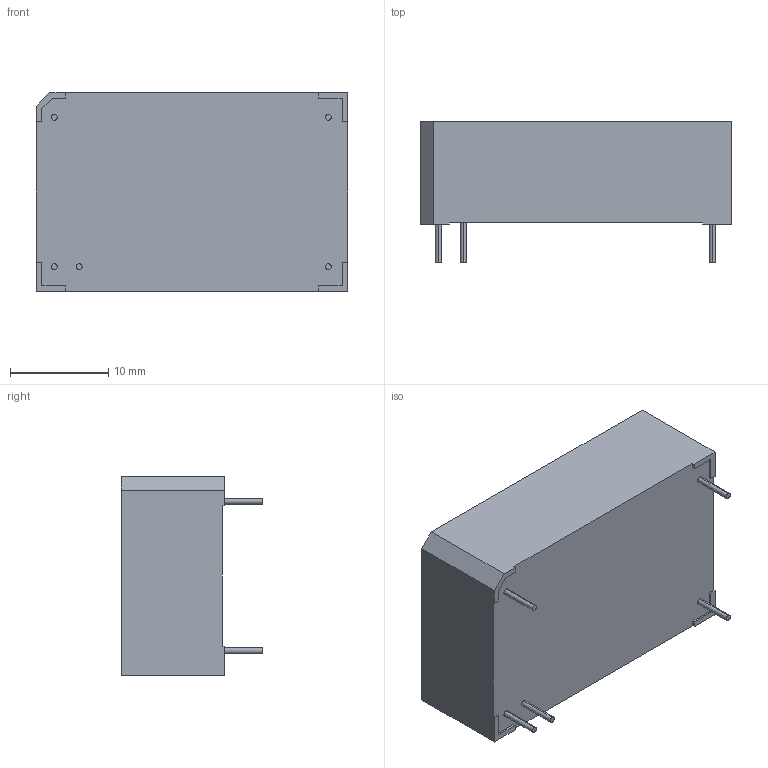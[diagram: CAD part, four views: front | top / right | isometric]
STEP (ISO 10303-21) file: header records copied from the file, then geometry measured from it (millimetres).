
FILE_DESCRIPTION (( 'STEP AP203' ), '1' );
FILE_NAME ('THB 3 Single Output.STEP', '2020-11-13T08:09:32', ( '' ), ( '' ), 'SwSTEP 2.0', 'SolidWorks 2020', '' );
FILE_SCHEMA (( 'CONFIG_CONTROL_DESIGN' ));
Length unit declared in the file: millimetre
Products named in the file (1): THB 3 Single Output
Bounding box: 31.8 x 14.4 x 20.3 mm (x, y, z)
Volume: 6647.3 mm3; surface area: 2401.9 mm2
Topology: 1 solids, 1 shells, 43 faces, 108 edges, 72 vertices
Faces by surface type: plane 33, cylinder 10
Entity records: 1359 total; most frequent: CARTESIAN_POINT 224, DIRECTION 216, ORIENTED_EDGE 216, EDGE_CURVE 108, VECTOR 88, LINE 88, VERTEX_POINT 72, AXIS2_PLACEMENT_3D 64
